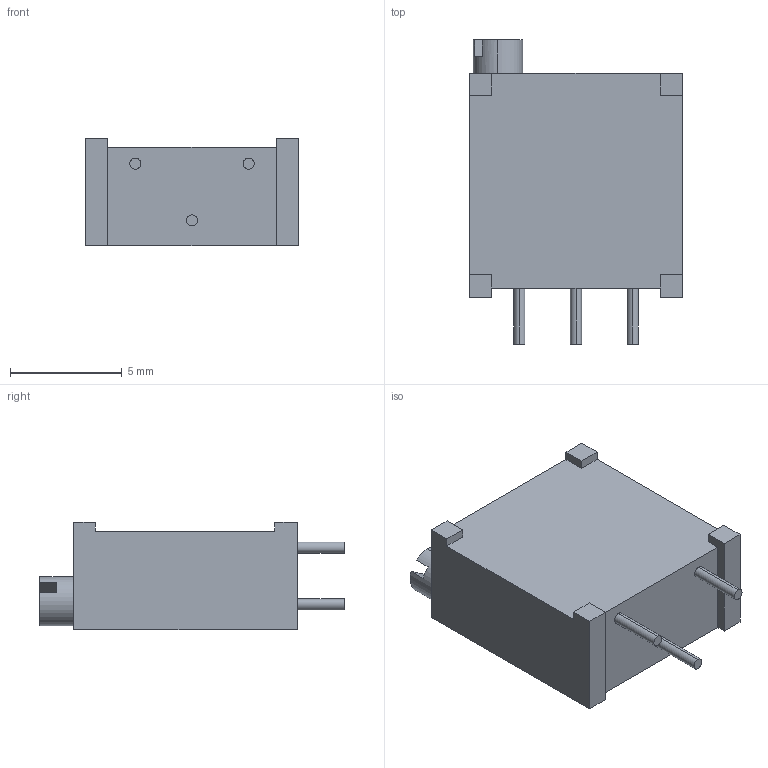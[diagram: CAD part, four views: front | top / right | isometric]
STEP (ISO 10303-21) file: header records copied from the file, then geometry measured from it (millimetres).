
FILE_DESCRIPTION (( 'STEP AP214' ), '1' );
FILE_NAME ('User Library-3296Y.STEP', '2014-08-06T23:30:25', ( 'Windows User' ), ( '' ), 'SwSTEP 2.0', 'SolidWorks 2014', '' );
FILE_SCHEMA (( 'AUTOMOTIVE_DESIGN' ));
Length unit declared in the file: millimetre
Products named in the file (1): User Library-3296Y
Bounding box: 9.53 x 13.65 x 4.8 mm (x, y, z)
Volume: 414.6 mm3; surface area: 408 mm2
Topology: 5 solids, 5 shells, 238 faces, 630 edges, 420 vertices
Faces by surface type: plane 142, bspline 88, cylinder 8
Entity records: 10324 total; most frequent: CARTESIAN_POINT 4833, ORIENTED_EDGE 1260, DIRECTION 756, EDGE_CURVE 630, VERTEX_POINT 420, VECTOR 414, LINE 414, EDGE_LOOP 256
